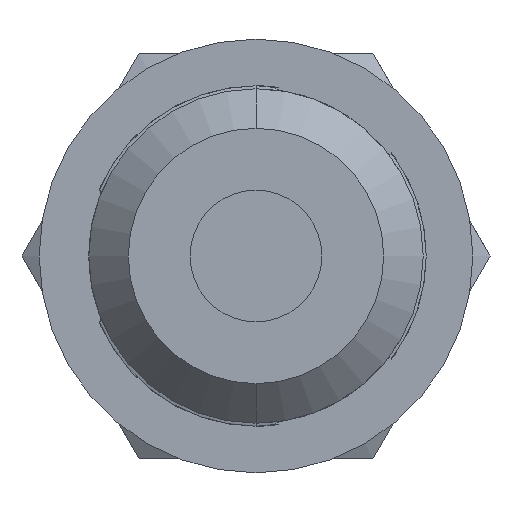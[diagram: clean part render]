
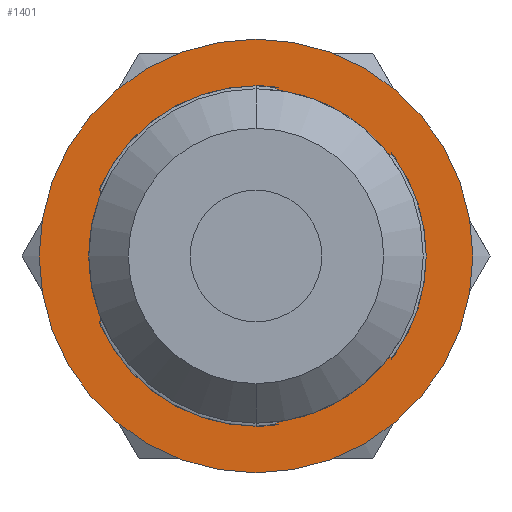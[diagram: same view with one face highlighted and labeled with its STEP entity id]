
A CAD part, front view. The second image highlights one B-rep face of the part: STEP entity #1401.
In plain terms, the highlighted planar face has unit normal (0, -1, 0).
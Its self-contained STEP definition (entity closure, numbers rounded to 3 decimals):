
#10 = CARTESIAN_POINT ( 'NONE',  ( 0., 7.2, -8.4 ) ) ;
#32 = CIRCLE ( 'NONE', #75, 8.4 ) ;
#52 = DIRECTION ( 'NONE',  ( 0., 0., -1. ) ) ;
#53 = DIRECTION ( 'NONE',  ( 0., -1., 0. ) ) ;
#54 = CARTESIAN_POINT ( 'NONE',  ( 0., 7.2, 0. ) ) ;
#75 = AXIS2_PLACEMENT_3D ( 'NONE', #54, #53, #52 ) ;
#425 = CARTESIAN_POINT ( 'NONE',  ( 1.15, 7.2, -8.169 ) ) ;
#626 = DIRECTION ( 'NONE',  ( 0., 1., 0. ) ) ;
#627 = CARTESIAN_POINT ( 'NONE',  ( 0., 7.2, 0. ) ) ;
#628 = AXIS2_PLACEMENT_3D ( 'NONE', #627, #626, #681 ) ;
#630 = CARTESIAN_POINT ( 'NONE',  ( 1.15, 7.2, 8.169 ) ) ;
#633 = CARTESIAN_POINT ( 'NONE',  ( 6.5, 7.2, -5.081 ) ) ;
#638 = CIRCLE ( 'NONE', #628, 8.25 ) ;
#641 = DIRECTION ( 'NONE',  ( 0., 1., 0. ) ) ;
#642 = DIRECTION ( 'NONE',  ( 0., 0., -1. ) ) ;
#649 = CIRCLE ( 'NONE', #667, 8.25 ) ;
#666 = CARTESIAN_POINT ( 'NONE',  ( 0., 7.2, 0. ) ) ;
#667 = AXIS2_PLACEMENT_3D ( 'NONE', #666, #673, #672 ) ;
#672 = DIRECTION ( 'NONE',  ( 0., 0., -1. ) ) ;
#673 = DIRECTION ( 'NONE',  ( 0., 1., 0. ) ) ;
#681 = DIRECTION ( 'NONE',  ( 0., 0., -1. ) ) ;
#697 = CARTESIAN_POINT ( 'NONE',  ( -7.65, 7.2, 3.089 ) ) ;
#701 = CARTESIAN_POINT ( 'NONE',  ( 6.5, 7.2, 5.081 ) ) ;
#749 = CARTESIAN_POINT ( 'NONE',  ( -7.65, 7.2, -3.089 ) ) ;
#776 = CARTESIAN_POINT ( 'NONE',  ( 0., 7.2, 0. ) ) ;
#777 = AXIS2_PLACEMENT_3D ( 'NONE', #776, #641, #642 ) ;
#778 = CIRCLE ( 'NONE', #777, 8.25 ) ;
#1133 = EDGE_CURVE ( 'NONE', #1882, #1149, #2161, .T. ) ;
#1149 = VERTEX_POINT ( 'NONE', #2225 ) ;
#1163 = EDGE_CURVE ( 'NONE', #1964, #1319, #2297, .T. ) ;
#1169 = VERTEX_POINT ( 'NONE', #2315 ) ;
#1172 = EDGE_CURVE ( 'NONE', #1893, #1169, #2326, .T. ) ;
#1280 = VERTEX_POINT ( 'NONE', #2673 ) ;
#1292 = EDGE_CURVE ( 'NONE', #1563, #1280, #2651, .T. ) ;
#1311 = VERTEX_POINT ( 'NONE', #2546 ) ;
#1312 = ORIENTED_EDGE ( 'NONE', *, *, #1329, .F. ) ;
#1316 = ORIENTED_EDGE ( 'NONE', *, *, #1464, .F. ) ;
#1317 = ORIENTED_EDGE ( 'NONE', *, *, #1885, .T. ) ;
#1318 = ORIENTED_EDGE ( 'NONE', *, *, #1292, .F. ) ;
#1319 = VERTEX_POINT ( 'NONE', #2647 ) ;
#1320 = VERTEX_POINT ( 'NONE', #2646 ) ;
#1329 = EDGE_CURVE ( 'NONE', #1169, #1330, #2689, .T. ) ;
#1330 = VERTEX_POINT ( 'NONE', #2685 ) ;
#1332 = EDGE_CURVE ( 'NONE', #1149, #1320, #2683, .T. ) ;
#1337 = VERTEX_POINT ( 'NONE', #2628 ) ;
#1345 = EDGE_CURVE ( 'NONE', #1311, #1955, #2599, .T. ) ;
#1347 = ORIENTED_EDGE ( 'NONE', *, *, #1403, .T. ) ;
#1379 = ORIENTED_EDGE ( 'NONE', *, *, #1345, .F. ) ;
#1380 = ORIENTED_EDGE ( 'NONE', *, *, #1163, .F. ) ;
#1381 = EDGE_LOOP ( 'NONE', ( #1380, #1383, #1379, #1441, #1431, #1564, #1317, #1434, #1312, #1455, #1437, #1316, #1318, #1457 ) ) ;
#1383 = ORIENTED_EDGE ( 'NONE', *, *, #1952, .T. ) ;
#1400 = EDGE_LOOP ( 'NONE', ( #1425, #1347 ) ) ;
#1401 = ADVANCED_FACE ( 'NONE', ( #2760, #2753 ), #2748, .T. ) ;
#1403 = EDGE_CURVE ( 'NONE', #1448, #1337, #2779, .T. ) ;
#1425 = ORIENTED_EDGE ( 'NONE', *, *, #1446, .T. ) ;
#1431 = ORIENTED_EDGE ( 'NONE', *, *, #1332, .F. ) ;
#1432 = EDGE_CURVE ( 'NONE', #1330, #1881, #2868, .T. ) ;
#1434 = ORIENTED_EDGE ( 'NONE', *, *, #1432, .F. ) ;
#1435 = EDGE_CURVE ( 'NONE', #1320, #1311, #2902, .T. ) ;
#1437 = ORIENTED_EDGE ( 'NONE', *, *, #1880, .T. ) ;
#1441 = ORIENTED_EDGE ( 'NONE', *, *, #1435, .F. ) ;
#1446 = EDGE_CURVE ( 'NONE', #1337, #1448, #2893, .T. ) ;
#1448 = VERTEX_POINT ( 'NONE', #2821 ) ;
#1455 = ORIENTED_EDGE ( 'NONE', *, *, #1172, .F. ) ;
#1457 = ORIENTED_EDGE ( 'NONE', *, *, #1576, .F. ) ;
#1464 = EDGE_CURVE ( 'NONE', #1280, #1859, #2852, .T. ) ;
#1563 = VERTEX_POINT ( 'NONE', #10 ) ;
#1564 = ORIENTED_EDGE ( 'NONE', *, *, #1133, .F. ) ;
#1576 = EDGE_CURVE ( 'NONE', #1319, #1563, #32, .T. ) ;
#1859 = VERTEX_POINT ( 'NONE', #425 ) ;
#1880 = EDGE_CURVE ( 'NONE', #1893, #1859, #649, .T. ) ;
#1881 = VERTEX_POINT ( 'NONE', #701 ) ;
#1882 = VERTEX_POINT ( 'NONE', #630 ) ;
#1885 = EDGE_CURVE ( 'NONE', #1882, #1881, #638, .T. ) ;
#1893 = VERTEX_POINT ( 'NONE', #633 ) ;
#1952 = EDGE_CURVE ( 'NONE', #1964, #1955, #778, .T. ) ;
#1955 = VERTEX_POINT ( 'NONE', #697 ) ;
#1964 = VERTEX_POINT ( 'NONE', #749 ) ;
#2065 = DIRECTION ( 'NONE',  ( -0.866, 0., 0.5 ) ) ;
#2159 = VECTOR ( 'NONE', #2065, 1000. ) ;
#2160 = CARTESIAN_POINT ( 'NONE',  ( 0.82, 7.2, 8.36 ) ) ;
#2161 = LINE ( 'NONE', #2160, #2159 ) ;
#2225 = CARTESIAN_POINT ( 'NONE',  ( 0.82, 7.2, 8.36 ) ) ;
#2295 = DIRECTION ( 'NONE',  ( 0.866, 0., 0.5 ) ) ;
#2296 = CARTESIAN_POINT ( 'NONE',  ( -7.65, 7.2, -3.47 ) ) ;
#2297 = LINE ( 'NONE', #2296, #2328 ) ;
#2315 = CARTESIAN_POINT ( 'NONE',  ( 6.83, 7.2, -4.89 ) ) ;
#2324 = VECTOR ( 'NONE', #2295, 1000. ) ;
#2325 = CARTESIAN_POINT ( 'NONE',  ( 6.83, 7.2, -4.89 ) ) ;
#2326 = LINE ( 'NONE', #2325, #2324 ) ;
#2327 = DIRECTION ( 'NONE',  ( 0., 0., -1. ) ) ;
#2328 = VECTOR ( 'NONE', #2327, 1000. ) ;
#2546 = CARTESIAN_POINT ( 'NONE',  ( -7.65, 7.2, 3.47 ) ) ;
#2566 = CARTESIAN_POINT ( 'NONE',  ( 0., 7.2, 0. ) ) ;
#2580 = DIRECTION ( 'NONE',  ( 0., 0., -1. ) ) ;
#2581 = DIRECTION ( 'NONE',  ( 0., -1., 0. ) ) ;
#2582 = AXIS2_PLACEMENT_3D ( 'NONE', #2640, #2581, #2580 ) ;
#2596 = DIRECTION ( 'NONE',  ( 0., 0., -1. ) ) ;
#2597 = VECTOR ( 'NONE', #2596, 1000. ) ;
#2598 = CARTESIAN_POINT ( 'NONE',  ( -7.65, 7.2, -3.47 ) ) ;
#2599 = LINE ( 'NONE', #2598, #2597 ) ;
#2628 = CARTESIAN_POINT ( 'NONE',  ( 0., 7.2, -10.7 ) ) ;
#2633 = DIRECTION ( 'NONE',  ( 0., 0., -1. ) ) ;
#2640 = CARTESIAN_POINT ( 'NONE',  ( 0., 7.2, 0. ) ) ;
#2646 = CARTESIAN_POINT ( 'NONE',  ( 0., 7.2, 8.4 ) ) ;
#2647 = CARTESIAN_POINT ( 'NONE',  ( -7.65, 7.2, -3.47 ) ) ;
#2651 = CIRCLE ( 'NONE', #2582, 8.4 ) ;
#2673 = CARTESIAN_POINT ( 'NONE',  ( 0.82, 7.2, -8.36 ) ) ;
#2680 = DIRECTION ( 'NONE',  ( 0., -1., 0. ) ) ;
#2681 = CARTESIAN_POINT ( 'NONE',  ( 0., 7.2, 0. ) ) ;
#2682 = AXIS2_PLACEMENT_3D ( 'NONE', #2681, #2680, #2633 ) ;
#2683 = CIRCLE ( 'NONE', #2682, 8.4 ) ;
#2685 = CARTESIAN_POINT ( 'NONE',  ( 6.83, 7.2, 4.89 ) ) ;
#2686 = DIRECTION ( 'NONE',  ( 0., 0., -1. ) ) ;
#2687 = DIRECTION ( 'NONE',  ( 0., -1., 0. ) ) ;
#2688 = AXIS2_PLACEMENT_3D ( 'NONE', #2566, #2687, #2686 ) ;
#2689 = CIRCLE ( 'NONE', #2688, 8.4 ) ;
#2747 = CARTESIAN_POINT ( 'NONE',  ( 8.4, 7.2, 0. ) ) ;
#2748 = PLANE ( 'NONE',  #2774 ) ;
#2753 = FACE_BOUND ( 'NONE', #1381, .T. ) ;
#2760 = FACE_OUTER_BOUND ( 'NONE', #1400, .T. ) ;
#2764 = DIRECTION ( 'NONE',  ( 0., 0., -1. ) ) ;
#2773 = DIRECTION ( 'NONE',  ( 0., -1., 0. ) ) ;
#2774 = AXIS2_PLACEMENT_3D ( 'NONE', #2747, #2773, #2764 ) ;
#2778 = DIRECTION ( 'NONE',  ( 0., 0., -1. ) ) ;
#2779 = CIRCLE ( 'NONE', #2782, 10.7 ) ;
#2782 = AXIS2_PLACEMENT_3D ( 'NONE', #2783, #2784, #2778 ) ;
#2783 = CARTESIAN_POINT ( 'NONE',  ( 0., 7.2, 0. ) ) ;
#2784 = DIRECTION ( 'NONE',  ( 0., -1., 0. ) ) ;
#2821 = CARTESIAN_POINT ( 'NONE',  ( 0., 7.2, 10.7 ) ) ;
#2846 = DIRECTION ( 'NONE',  ( 0.866, 0., 0.5 ) ) ;
#2847 = VECTOR ( 'NONE', #2846, 1000. ) ;
#2848 = CARTESIAN_POINT ( 'NONE',  ( 6.83, 7.2, -4.89 ) ) ;
#2852 = LINE ( 'NONE', #2848, #2847 ) ;
#2866 = DIRECTION ( 'NONE',  ( -0.866, 0., 0.5 ) ) ;
#2867 = CARTESIAN_POINT ( 'NONE',  ( 0.82, 7.2, 8.36 ) ) ;
#2868 = LINE ( 'NONE', #2867, #2895 ) ;
#2880 = DIRECTION ( 'NONE',  ( 0., 0., -1. ) ) ;
#2881 = DIRECTION ( 'NONE',  ( 0., -1., 0. ) ) ;
#2893 = CIRCLE ( 'NONE', #2908, 10.7 ) ;
#2894 = CARTESIAN_POINT ( 'NONE',  ( 0., 7.2, 0. ) ) ;
#2895 = VECTOR ( 'NONE', #2866, 1000. ) ;
#2902 = CIRCLE ( 'NONE', #2909, 8.4 ) ;
#2905 = DIRECTION ( 'NONE',  ( 0., 0., -1. ) ) ;
#2906 = DIRECTION ( 'NONE',  ( 0., -1., 0. ) ) ;
#2907 = CARTESIAN_POINT ( 'NONE',  ( 0., 7.2, 0. ) ) ;
#2908 = AXIS2_PLACEMENT_3D ( 'NONE', #2907, #2906, #2905 ) ;
#2909 = AXIS2_PLACEMENT_3D ( 'NONE', #2894, #2881, #2880 ) ;
